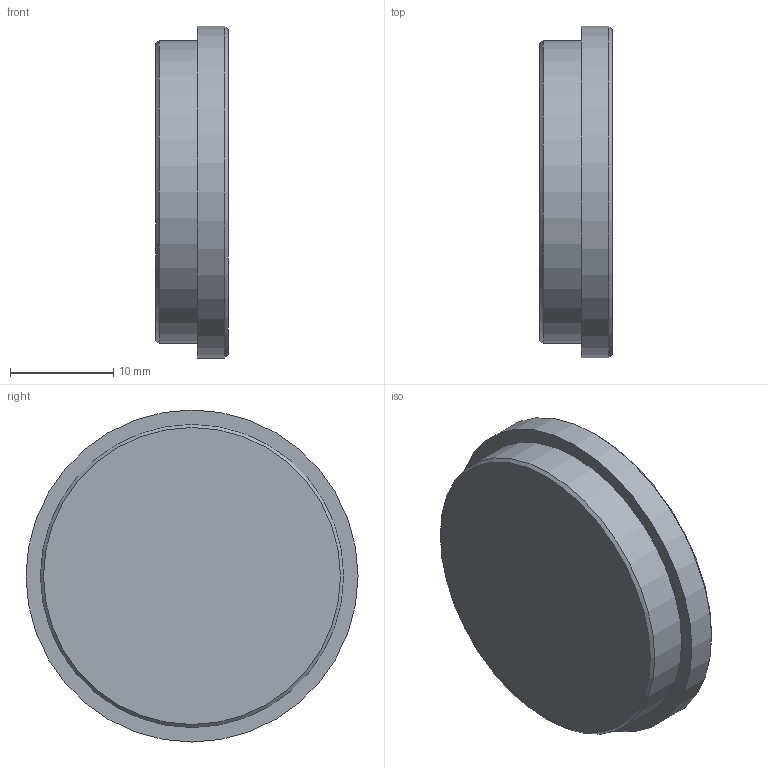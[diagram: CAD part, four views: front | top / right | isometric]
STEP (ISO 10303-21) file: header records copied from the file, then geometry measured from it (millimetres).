
FILE_DESCRIPTION(/* description */ ('Unknown'),/* implementation_level */ '2;1');
FILE_NAME(/* name */ '48457000_KAPPE_DEKO_DECORATIVE_100303977',/* time_stamp */ '2023-07-31T12:46:48+02:00',/* author */ ('Unknown'),/* organization */ ('GROHE AG'),/* preprocessor_version */ 'ST-DEVELOPER v16.7',/* originating_system */ 'DEX',/* authorisation */ $);
FILE_SCHEMA (('AUTOMOTIVE_DESIGN {1 0 10303 214 3 1 1}'));
Length unit declared in the file: millimetre
Products named in the file (4): 48457000_KAPPE_DEKO_DECORATIVE_100303977; 413204BM3_AUFNAHME_SEAT_100086194; 412641031_AUFNAHME_SEAT_100073830; 413203BM2_KAPPE_CAP_100086122
Assembly tree (3 placements, depth 3):
  48457000_KAPPE_DEKO_DECORATIVE_100303977
    413204BM3_AUFNAHME_SEAT_100086194
      412641031_AUFNAHME_SEAT_100073830
      413203BM2_KAPPE_CAP_100086122
Bounding box: 7 x 32.2 x 32.2 mm (x, y, z)
Volume: 4904.4 mm3; surface area: 3664.4 mm2
Topology: 2 solids, 2 shells, 10 faces, 14 edges, 9 vertices
Faces by surface type: plane 5, cylinder 3, cone 2
Full cylindrical faces by diameter (mm): 25 x1, 29.4 x1, 32.2 x1
Entity records: 279 total; most frequent: DIRECTION 44, CARTESIAN_POINT 30, AXIS2_PLACEMENT_3D 22, ORIENTED_EDGE 16, EDGE_LOOP 16, FACE_BOUND 16, ADVANCED_FACE 10, EDGE_CURVE 8
